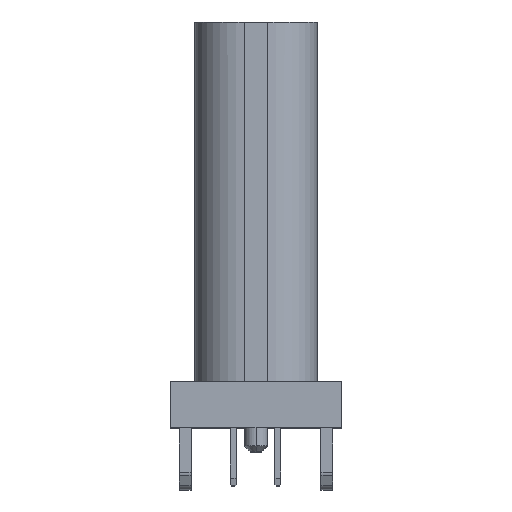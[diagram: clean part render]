
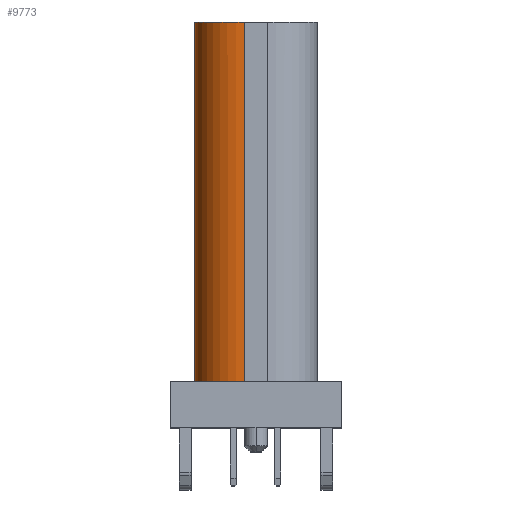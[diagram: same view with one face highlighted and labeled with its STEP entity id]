
A CAD part, top view. The second image highlights one B-rep face of the part: STEP entity #9773.
In plain terms, the highlighted cylindrical face has radius 1.28 mm (diameter 2.56 mm), a partial arc.
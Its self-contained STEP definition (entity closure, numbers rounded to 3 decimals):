
#341=DIRECTION('',(0.,-1.,0.));
#342=VECTOR('',#341,9.3);
#343=CARTESIAN_POINT('',(-1.92,6.575,3.03));
#344=LINE('',#343,#342);
#345=DIRECTION('',(0.,1.,0.));
#346=VECTOR('',#345,9.3);
#347=CARTESIAN_POINT('',(-0.64,-2.725,
4.31));
#348=LINE('',#347,#346);
#349=CARTESIAN_POINT('',(-0.65,-2.725,
3.03));
#350=DIRECTION('',(0.,1.,0.));
#351=DIRECTION('',(-1.,0.,0.));
#352=AXIS2_PLACEMENT_3D('',#349,#350,#351);
#435=CARTESIAN_POINT('',(-0.64,-2.725,
3.03));
#436=DIRECTION('',(0.,1.,0.));
#437=DIRECTION('',(-1.,0.,0.008));
#438=AXIS2_PLACEMENT_3D('',#435,#436,#437);
#1113=CARTESIAN_POINT('',(-0.64,6.575,
3.03));
#1114=DIRECTION('',(0.,1.,0.));
#1115=DIRECTION('',(-1.,0.,0.));
#1116=AXIS2_PLACEMENT_3D('',#1113,#1114,#1115);
#8994=CARTESIAN_POINT('',(-1.92,6.575,3.03));
#8995=CARTESIAN_POINT('',(-0.64,6.575,
4.31));
#8996=VERTEX_POINT('',#8994);
#8997=VERTEX_POINT('',#8995);
#9149=CARTESIAN_POINT('',(-0.64,-2.725,
4.31));
#9151=VERTEX_POINT('',#9149);
#9153=CARTESIAN_POINT('',(-1.92,-2.725,
3.03));
#9154=CARTESIAN_POINT('',(-1.92,-2.725,
3.04));
#9155=VERTEX_POINT('',#9153);
#9156=VERTEX_POINT('',#9154);
#9757=CARTESIAN_POINT('',(-0.64,6.075,
3.03));
#9758=DIRECTION('',(0.,1.,0.));
#9759=DIRECTION('',(0.,0.,1.));
#9760=AXIS2_PLACEMENT_3D('',#9757,#9758,#9759);
#9761=CYLINDRICAL_SURFACE('',#9760,1.28);
#9763=ORIENTED_EDGE('',*,*,#9762,.F.);
#9764=ORIENTED_EDGE('',*,*,#9585,.F.);
#9766=ORIENTED_EDGE('',*,*,#9765,.T.);
#9768=ORIENTED_EDGE('',*,*,#9767,.F.);
#9770=ORIENTED_EDGE('',*,*,#9769,.F.);
#9771=EDGE_LOOP('',(#9763,#9764,#9766,#9768,#9770));
#9772=FACE_OUTER_BOUND('',#9771,.F.);
#9773=ADVANCED_FACE('',(#9772),#9761,.T.);
#353=CIRCLE('',#352,1.27);
#439=CIRCLE('',#438,1.28);
#1117=CIRCLE('',#1116,1.28);
#9585=EDGE_CURVE('',#8996,#9155,#344,.T.);
#9762=EDGE_CURVE('',#9155,#9156,#353,.T.);
#9765=EDGE_CURVE('',#8996,#8997,#1117,.T.);
#9767=EDGE_CURVE('',#9151,#8997,#348,.T.);
#9769=EDGE_CURVE('',#9156,#9151,#439,.T.);
